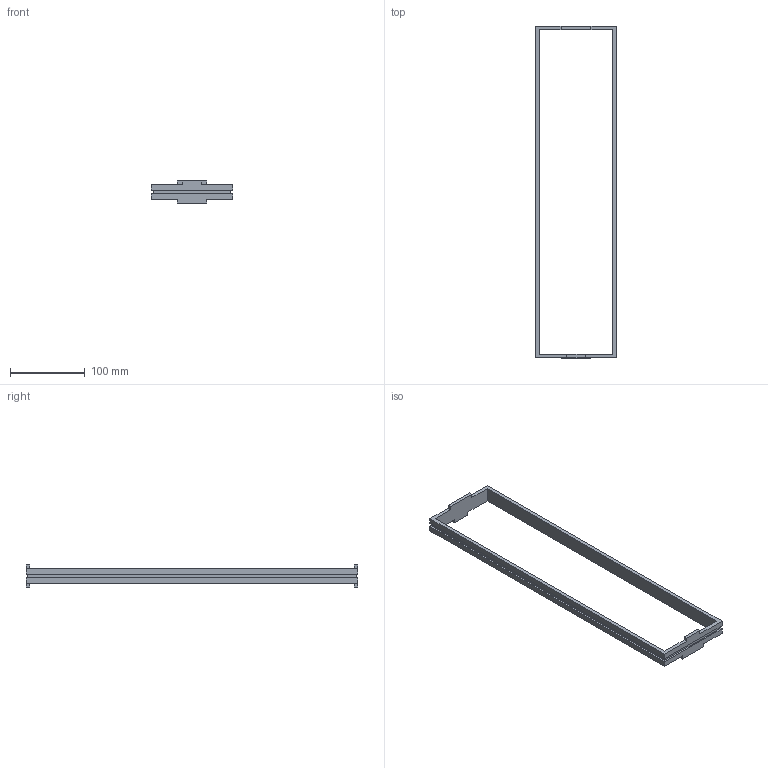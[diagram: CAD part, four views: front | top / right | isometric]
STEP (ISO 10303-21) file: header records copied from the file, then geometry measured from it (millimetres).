
FILE_DESCRIPTION(('STEP AP214'),'1');
FILE_NAME('Design6.stp','2017-09-11T13:51:22',(' '),(' '),'Spatial InterOp 3D',' ',' ');
FILE_SCHEMA(('AUTOMOTIVE_DESIGN { 1 0 10303 214 1 1 1 1 }'));
Length unit declared in the file: millimetre
Products named in the file (1): Solid
Bounding box: 108.2 x 443.1 x 30 mm (x, y, z)
Volume: 97852.5 mm3; surface area: 60993 mm2
Topology: 1 solids, 1 shells, 34 faces, 96 edges, 64 vertices
Faces by surface type: plane 34
Entity records: 1861 total; most frequent: CARTESIAN_POINT 195, ORIENTED_EDGE 192, DIRECTION 166, STYLED_ITEM 131, PRESENTATION_STYLE_ASSIGNMENT 131, COLOUR_RGB 131, EDGE_CURVE 96, CURVE_STYLE 96
